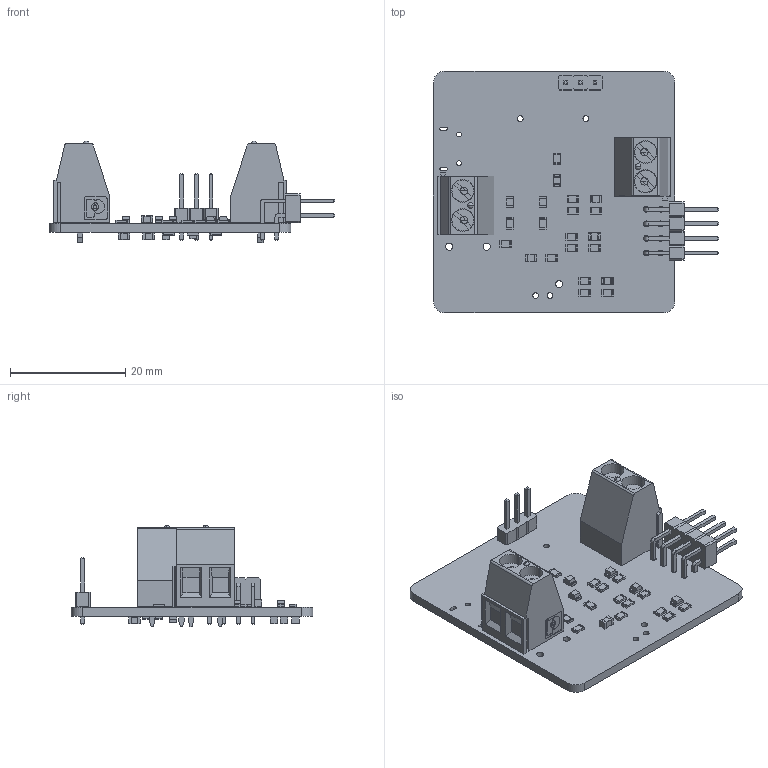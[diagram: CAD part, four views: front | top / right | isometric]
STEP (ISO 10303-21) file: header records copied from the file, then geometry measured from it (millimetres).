
FILE_DESCRIPTION(('KiCad electronic assembly'),'2;1');
FILE_NAME('tool_head.step','2020-07-05T10:45:15',('An Author'),( 'A Company'),'Open CASCADE STEP processor 6.9', 'KiCad to STEP converter','Unknown');
FILE_SCHEMA(('AUTOMOTIVE_DESIGN { 1 0 10303 214 1 1 1 1 }'));
Length unit declared in the file: millimetre
Products named in the file (14): Open CASCADE STEP translator 6.9 1; C_0805_2012Metric; SOLID; LED_0805_2012Metric; PinHeader_2x04_P2.54mm_Horizontal; 1715721_MKDS_2-Pin; COMPOUND; PinHeader_1x03_P2.54mm_Vertical; R_0805_2012Metric
Assembly tree (42 placements, depth 3):
  Open CASCADE STEP translator 6.9 1
    C_0805_2012Metric  x6
      SOLID
    LED_0805_2012Metric  x7
      SOLID
    PinHeader_2x04_P2.54mm_Horizontal
      SOLID
    1715721_MKDS_2-Pin  x2
      COMPOUND
    PinHeader_1x03_P2.54mm_Vertical
      SOLID
    R_0805_2012Metric  x18
      SOLID
    COMPOUND
Bounding box: 49.58 x 42 x 17.7 mm (x, y, z)
Volume: 5223.3 mm3; surface area: 6512.4 mm2
Topology: 36 solids, 36 shells, 1588 faces, 4087 edges, 2638 vertices
Faces by surface type: plane 1200, cylinder 384, sphere 4
Full cylindrical faces by diameter (mm): 0.85 x2, 1 x15, 1.2 x1, 1.25 x2, 1.3 x4
Entity records: 39233 total; most frequent: CARTESIAN_POINT 6063, DIRECTION 5617, LINE 3745, VECTOR 3745, ORIENTED_EDGE 2816, PCURVE 2816, DEFINITIONAL_REPRESENTATION 2816, EDGE_CURVE 1408
